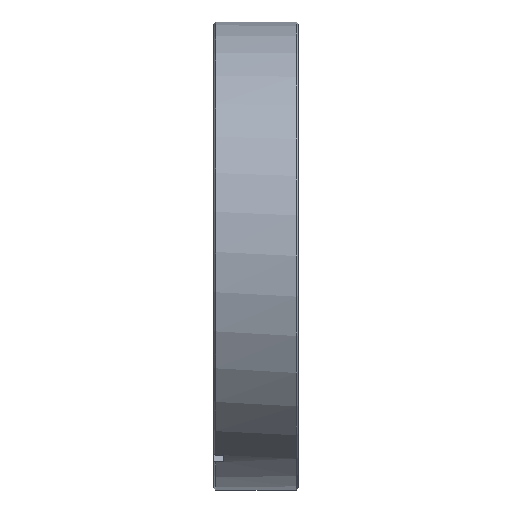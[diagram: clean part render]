
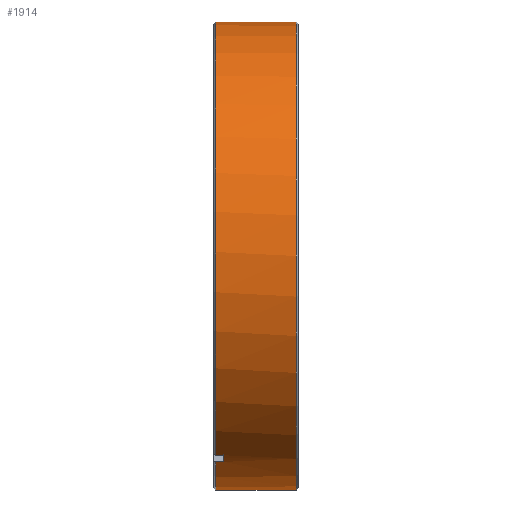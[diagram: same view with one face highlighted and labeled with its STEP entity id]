
A CAD part, left-side view. The second image highlights one B-rep face of the part: STEP entity #1914.
In plain terms, the highlighted cylindrical face has radius 35 mm (diameter 70 mm), a partial arc.
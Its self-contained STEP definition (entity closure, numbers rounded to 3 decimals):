
#22 = CIRCLE ( 'NONE', #827, 35. ) ;
#112 = DIRECTION ( 'NONE',  ( 0., 1., 0. ) ) ;
#182 = CARTESIAN_POINT ( 'NONE',  ( -18.359, 31.392, -29.799 ) ) ;
#187 = VERTEX_POINT ( 'NONE', #1046 ) ;
#219 = CARTESIAN_POINT ( 'NONE',  ( -18.359, 12.4, -29.799 ) ) ;
#227 = VECTOR ( 'NONE', #1114, 1000. ) ;
#249 = CIRCLE ( 'NONE', #1578, 35. ) ;
#274 = VECTOR ( 'NONE', #1994, 1000. ) ;
#311 = CYLINDRICAL_SURFACE ( 'NONE', #598, 35. ) ;
#341 = EDGE_CURVE ( 'NONE', #659, #1165, #1095, .T. ) ;
#374 = CARTESIAN_POINT ( 'NONE',  ( -16.627, 11.2, -30.799 ) ) ;
#378 = ORIENTED_EDGE ( 'NONE', *, *, #341, .F. ) ;
#379 = EDGE_CURVE ( 'NONE', #1320, #1263, #1894, .T. ) ;
#414 = VERTEX_POINT ( 'NONE', #467 ) ;
#425 = LINE ( 'NONE', #1343, #274 ) ;
#467 = CARTESIAN_POINT ( 'NONE',  ( 0., 12.4, 35. ) ) ;
#504 = EDGE_LOOP ( 'NONE', ( #1440, #1879, #1010, #978, #584, #1660, #378, #642 ) ) ;
#562 = DIRECTION ( 'NONE',  ( 0., 0., 1. ) ) ;
#567 = DIRECTION ( 'NONE',  ( 0., 1., 0. ) ) ;
#584 = ORIENTED_EDGE ( 'NONE', *, *, #379, .F. ) ;
#598 = AXIS2_PLACEMENT_3D ( 'NONE', #1214, #1529, #562 ) ;
#607 = EDGE_CURVE ( 'NONE', #187, #1713, #1443, .T. ) ;
#642 = ORIENTED_EDGE ( 'NONE', *, *, #1519, .T. ) ;
#659 = VERTEX_POINT ( 'NONE', #1641 ) ;
#673 = CARTESIAN_POINT ( 'NONE',  ( 0., 0.3, 0. ) ) ;
#719 = DIRECTION ( 'NONE',  ( 0., -1., 0. ) ) ;
#826 = CARTESIAN_POINT ( 'NONE',  ( -16.627, 31.392, -30.799 ) ) ;
#827 = AXIS2_PLACEMENT_3D ( 'NONE', #1677, #719, #1846 ) ;
#839 = DIRECTION ( 'NONE',  ( 0., 0., -1. ) ) ;
#851 = EDGE_CURVE ( 'NONE', #187, #1580, #923, .T. ) ;
#923 = CIRCLE ( 'NONE', #1721, 35. ) ;
#934 = CARTESIAN_POINT ( 'NONE',  ( 0., 12.4, 0. ) ) ;
#936 = CARTESIAN_POINT ( 'NONE',  ( -18.359, 11.2, -29.799 ) ) ;
#978 = ORIENTED_EDGE ( 'NONE', *, *, #1604, .T. ) ;
#1010 = ORIENTED_EDGE ( 'NONE', *, *, #1462, .T. ) ;
#1046 = CARTESIAN_POINT ( 'NONE',  ( 0., 0.3, -35. ) ) ;
#1086 = CARTESIAN_POINT ( 'NONE',  ( 0., 11.2, 0. ) ) ;
#1095 = LINE ( 'NONE', #826, #227 ) ;
#1101 = DIRECTION ( 'NONE',  ( 0., 0., 1. ) ) ;
#1114 = DIRECTION ( 'NONE',  ( 0., -1., 0. ) ) ;
#1121 = CARTESIAN_POINT ( 'NONE',  ( 0., 12.4, -35. ) ) ;
#1154 = AXIS2_PLACEMENT_3D ( 'NONE', #1086, #112, #1245 ) ;
#1165 = VERTEX_POINT ( 'NONE', #374 ) ;
#1214 = CARTESIAN_POINT ( 'NONE',  ( 0., 31.392, 0. ) ) ;
#1245 = DIRECTION ( 'NONE',  ( 0., 0., -1. ) ) ;
#1263 = VERTEX_POINT ( 'NONE', #219 ) ;
#1320 = VERTEX_POINT ( 'NONE', #936 ) ;
#1343 = CARTESIAN_POINT ( 'NONE',  ( 0., 31.392, 35. ) ) ;
#1400 = CARTESIAN_POINT ( 'NONE',  ( 0., 0.3, 35. ) ) ;
#1401 = VECTOR ( 'NONE', #567, 1000. ) ;
#1440 = ORIENTED_EDGE ( 'NONE', *, *, #607, .F. ) ;
#1443 = LINE ( 'NONE', #1538, #1401 ) ;
#1454 = VECTOR ( 'NONE', #1792, 1000. ) ;
#1462 = EDGE_CURVE ( 'NONE', #1580, #414, #425, .T. ) ;
#1519 = EDGE_CURVE ( 'NONE', #659, #1713, #22, .T. ) ;
#1529 = DIRECTION ( 'NONE',  ( 0., 1., 0. ) ) ;
#1538 = CARTESIAN_POINT ( 'NONE',  ( 0., 31.392, -35. ) ) ;
#1565 = EDGE_CURVE ( 'NONE', #1165, #1320, #2066, .T. ) ;
#1578 = AXIS2_PLACEMENT_3D ( 'NONE', #934, #2059, #1101 ) ;
#1580 = VERTEX_POINT ( 'NONE', #1400 ) ;
#1604 = EDGE_CURVE ( 'NONE', #414, #1263, #249, .T. ) ;
#1641 = CARTESIAN_POINT ( 'NONE',  ( -16.627, 12.4, -30.799 ) ) ;
#1660 = ORIENTED_EDGE ( 'NONE', *, *, #1565, .F. ) ;
#1677 = CARTESIAN_POINT ( 'NONE',  ( 0., 12.4, 0. ) ) ;
#1713 = VERTEX_POINT ( 'NONE', #1121 ) ;
#1721 = AXIS2_PLACEMENT_3D ( 'NONE', #673, #1797, #839 ) ;
#1792 = DIRECTION ( 'NONE',  ( 0., 1., 0. ) ) ;
#1797 = DIRECTION ( 'NONE',  ( 0., 1., 0. ) ) ;
#1846 = DIRECTION ( 'NONE',  ( 0., 0., 1. ) ) ;
#1879 = ORIENTED_EDGE ( 'NONE', *, *, #851, .T. ) ;
#1894 = LINE ( 'NONE', #182, #1454 ) ;
#1914 = ADVANCED_FACE ( 'NONE', ( #2076 ), #311, .T. ) ;
#1994 = DIRECTION ( 'NONE',  ( 0., 1., 0. ) ) ;
#2059 = DIRECTION ( 'NONE',  ( 0., -1., 0. ) ) ;
#2066 = CIRCLE ( 'NONE', #1154, 35. ) ;
#2076 = FACE_OUTER_BOUND ( 'NONE', #504, .T. ) ;
